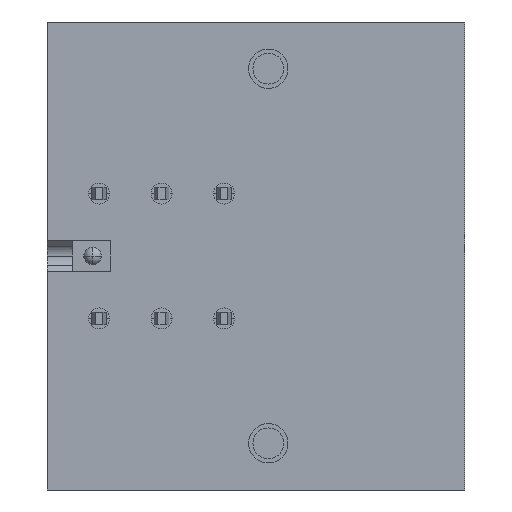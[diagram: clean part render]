
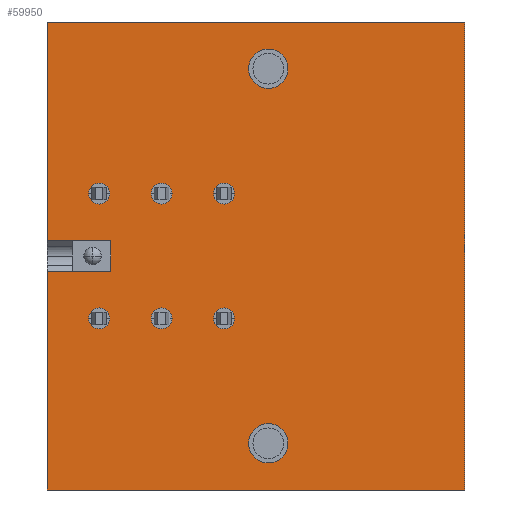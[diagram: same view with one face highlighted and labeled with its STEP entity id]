
A CAD part, front view. The second image highlights one B-rep face of the part: STEP entity #59950.
In plain terms, the highlighted face is planar.
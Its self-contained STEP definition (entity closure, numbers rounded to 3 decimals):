
#7130=CARTESIAN_POINT('',(1.27,-14.918,-6.2));
#7140=VERTEX_POINT('',#7130);
#7170=CARTESIAN_POINT('',(-2.23,-14.918,-6.2));
#7180=DIRECTION('',(1.,0.,0.));
#7190=VECTOR('',#7180,1.);
#7200=LINE('',#7170,#7190);
#7210=CARTESIAN_POINT('',(-32.73,-14.918,-6.2));
#7220=VERTEX_POINT('',#7210);
#7230=EDGE_CURVE('',#7220,#7140,#7200,.T.);
#14460=CARTESIAN_POINT('',(-27.53,2.872,
-6.2));
#14470=VERTEX_POINT('',#14460);
#14500=CARTESIAN_POINT('',(-27.53,-5.791,
-6.2));
#14510=DIRECTION('',(0.,-1.,0.));
#14520=VECTOR('',#14510,1.);
#14530=LINE('',#14500,#14520);
#14540=CARTESIAN_POINT('',(-27.53,5.372,
-6.2));
#14550=VERTEX_POINT('',#14540);
#14560=EDGE_CURVE('',#14550,#14470,#14530,.T.);
#47560=CARTESIAN_POINT('',(1.27,23.162,
-6.2));
#47570=VERTEX_POINT('',#47560);
#47620=CARTESIAN_POINT('',(1.27,-5.791,-6.2));
#47630=DIRECTION('',(0.,1.,0.));
#47640=VECTOR('',#47630,1.);
#47650=LINE('',#47620,#47640);
#47660=EDGE_CURVE('',#7140,#47570,#47650,.T.);
#56520=CARTESIAN_POINT('',(-32.73,23.162,
-6.2));
#56530=VERTEX_POINT('',#56520);
#56560=CARTESIAN_POINT('',(-2.23,23.162,
-6.2));
#56570=DIRECTION('',(1.,0.,0.));
#56580=VECTOR('',#56570,1.);
#56590=LINE('',#56560,#56580);
#56600=EDGE_CURVE('',#56530,#47570,#56590,.T.);
#56900=CARTESIAN_POINT('',(-2.215,5.372,-6.2));
#56910=DIRECTION('',(-1.,0.,0.));
#56920=VECTOR('',#56910,1.);
#56930=LINE('',#56900,#56920);
#56940=CARTESIAN_POINT('',(-32.73,5.372,-6.2));
#56950=VERTEX_POINT('',#56940);
#56960=EDGE_CURVE('',#14550,#56950,#56930,.T.);
#57230=CARTESIAN_POINT('',(-13.13,19.362,-6.2));
#57240=VERTEX_POINT('',#57230);
#57290=CARTESIAN_POINT('',(-14.73,19.362,-6.2));
#57300=DIRECTION('',(0.,0.,1.));
#57310=DIRECTION('',(-1.,0.,0.));
#57320=AXIS2_PLACEMENT_3D('',#57290,#57300,#57310);
#57330=CIRCLE('',#57320,1.6);
#57340=CARTESIAN_POINT('',(-16.33,19.362,-6.2));
#57350=VERTEX_POINT('',#57340);
#57360=EDGE_CURVE('',#57240,#57350,#57330,.T.);
#58530=CARTESIAN_POINT('',(-16.73,15.202,-6.2));
#58540=DIRECTION('',(0.,0.,-1.));
#58550=DIRECTION('',(1.,0.,0.));
#58560=AXIS2_PLACEMENT_3D('',#58530,#58540,#58550);
#58570=PLANE('',#58560);
#58580=CARTESIAN_POINT('',(-23.41,9.202,-6.2));
#58590=DIRECTION('',(0.,0.,1.));
#58600=DIRECTION('',(-1.,0.,0.));
#58610=AXIS2_PLACEMENT_3D('',#58580,#58590,#58600);
#58620=CIRCLE('',#58610,0.85);
#58630=CARTESIAN_POINT('',(-22.56,9.202,-6.2));
#58640=VERTEX_POINT('',#58630);
#58650=CARTESIAN_POINT('',(-24.26,9.202,-6.2));
#58660=VERTEX_POINT('',#58650);
#58670=EDGE_CURVE('',#58640,#58660,#58620,.T.);
#58680=ORIENTED_EDGE('',*,*,#58670,.T.);
#58690=EDGE_CURVE('',#58660,#58640,#58620,.T.);
#58700=ORIENTED_EDGE('',*,*,#58690,.T.);
#58710=EDGE_LOOP('',(#58700,#58680));
#58720=FACE_BOUND('',#58710,.T.);
#58730=ORIENTED_EDGE('',*,*,#57360,.T.);
#58740=EDGE_CURVE('',#57350,#57240,#57330,.T.);
#58750=ORIENTED_EDGE('',*,*,#58740,.T.);
#58760=EDGE_LOOP('',(#58750,#58730));
#58770=FACE_BOUND('',#58760,.T.);
#58780=CARTESIAN_POINT('',(-28.49,9.202,-6.2));
#58790=DIRECTION('',(0.,0.,1.));
#58800=DIRECTION('',(-1.,0.,0.));
#58810=AXIS2_PLACEMENT_3D('',#58780,#58790,#58800);
#58820=CIRCLE('',#58810,0.85);
#58830=CARTESIAN_POINT('',(-27.64,9.202,-6.2));
#58840=VERTEX_POINT('',#58830);
#58850=CARTESIAN_POINT('',(-29.34,9.202,-6.2));
#58860=VERTEX_POINT('',#58850);
#58870=EDGE_CURVE('',#58840,#58860,#58820,.T.);
#58880=ORIENTED_EDGE('',*,*,#58870,.T.);
#58890=EDGE_CURVE('',#58860,#58840,#58820,.T.);
#58900=ORIENTED_EDGE('',*,*,#58890,.T.);
#58910=EDGE_LOOP('',(#58900,#58880));
#58920=FACE_BOUND('',#58910,.T.);
#58930=CARTESIAN_POINT('',(-28.49,-0.958,-6.2));
#58940=DIRECTION('',(0.,0.,1.));
#58950=DIRECTION('',(-1.,0.,0.));
#58960=AXIS2_PLACEMENT_3D('',#58930,#58940,#58950);
#58970=CIRCLE('',#58960,0.85);
#58980=CARTESIAN_POINT('',(-27.64,-0.958,-6.2));
#58990=VERTEX_POINT('',#58980);
#59000=CARTESIAN_POINT('',(-29.34,-0.958,-6.2));
#59010=VERTEX_POINT('',#59000);
#59020=EDGE_CURVE('',#58990,#59010,#58970,.T.);
#59030=ORIENTED_EDGE('',*,*,#59020,.T.);
#59040=EDGE_CURVE('',#59010,#58990,#58970,.T.);
#59050=ORIENTED_EDGE('',*,*,#59040,.T.);
#59060=EDGE_LOOP('',(#59050,#59030));
#59070=FACE_BOUND('',#59060,.T.);
#59080=CARTESIAN_POINT('',(-14.73,-11.118,-6.2));
#59090=DIRECTION('',(0.,0.,1.));
#59100=DIRECTION('',(-1.,0.,0.));
#59110=AXIS2_PLACEMENT_3D('',#59080,#59090,#59100);
#59120=CIRCLE('',#59110,1.6);
#59130=CARTESIAN_POINT('',(-16.33,-11.118,-6.2));
#59140=VERTEX_POINT('',#59130);
#59150=CARTESIAN_POINT('',(-13.13,-11.118,-6.2));
#59160=VERTEX_POINT('',#59150);
#59170=EDGE_CURVE('',#59140,#59160,#59120,.T.);
#59180=ORIENTED_EDGE('',*,*,#59170,.T.);
#59190=EDGE_CURVE('',#59160,#59140,#59120,.T.);
#59200=ORIENTED_EDGE('',*,*,#59190,.T.);
#59210=EDGE_LOOP('',(#59200,#59180));
#59220=FACE_BOUND('',#59210,.T.);
#59230=CARTESIAN_POINT('',(-23.41,-0.958,-6.2));
#59240=DIRECTION('',(0.,0.,1.));
#59250=DIRECTION('',(-1.,0.,0.));
#59260=AXIS2_PLACEMENT_3D('',#59230,#59240,#59250);
#59270=CIRCLE('',#59260,0.85);
#59280=CARTESIAN_POINT('',(-22.56,-0.958,-6.2));
#59290=VERTEX_POINT('',#59280);
#59300=CARTESIAN_POINT('',(-24.26,-0.958,-6.2));
#59310=VERTEX_POINT('',#59300);
#59320=EDGE_CURVE('',#59290,#59310,#59270,.T.);
#59330=ORIENTED_EDGE('',*,*,#59320,.T.);
#59340=EDGE_CURVE('',#59310,#59290,#59270,.T.);
#59350=ORIENTED_EDGE('',*,*,#59340,.T.);
#59360=EDGE_LOOP('',(#59350,#59330));
#59370=FACE_BOUND('',#59360,.T.);
#59380=ORIENTED_EDGE('',*,*,#56600,.T.);
#59390=CARTESIAN_POINT('',(-32.73,-5.791,
-6.2));
#59400=DIRECTION('',(0.,-1.,0.));
#59410=VECTOR('',#59400,1.);
#59420=LINE('',#59390,#59410);
#59430=EDGE_CURVE('',#56530,#56950,#59420,.T.);
#59440=ORIENTED_EDGE('',*,*,#59430,.F.);
#59450=ORIENTED_EDGE('',*,*,#56960,.T.);
#59460=ORIENTED_EDGE('',*,*,#14560,.F.);
#59470=CARTESIAN_POINT('',(-2.215,2.872,-6.2));
#59480=DIRECTION('',(1.,0.,0.));
#59490=VECTOR('',#59480,1.);
#59500=LINE('',#59470,#59490);
#59510=CARTESIAN_POINT('',(-32.73,2.872,
-6.2));
#59520=VERTEX_POINT('',#59510);
#59530=EDGE_CURVE('',#59520,#14470,#59500,.T.);
#59540=ORIENTED_EDGE('',*,*,#59530,.T.);
#59550=CARTESIAN_POINT('',(-32.73,-5.791,-6.2));
#59560=DIRECTION('',(0.,1.,0.));
#59570=VECTOR('',#59560,1.);
#59580=LINE('',#59550,#59570);
#59590=EDGE_CURVE('',#7220,#59520,#59580,.T.);
#59600=ORIENTED_EDGE('',*,*,#59590,.T.);
#59610=ORIENTED_EDGE('',*,*,#7230,.F.);
#59620=ORIENTED_EDGE('',*,*,#47660,.F.);
#59630=EDGE_LOOP('',(#59620,#59610,#59600,#59540,#59460,#59450,#59440,
#59380));
#59640=FACE_OUTER_BOUND('',#59630,.T.);
#59650=CARTESIAN_POINT('',(-18.33,-0.958,-6.2));
#59660=DIRECTION('',(0.,0.,1.));
#59670=DIRECTION('',(-1.,0.,0.));
#59680=AXIS2_PLACEMENT_3D('',#59650,#59660,#59670);
#59690=CIRCLE('',#59680,0.85);
#59700=CARTESIAN_POINT('',(-17.48,-0.958,-6.2));
#59710=VERTEX_POINT('',#59700);
#59720=CARTESIAN_POINT('',(-19.18,-0.958,-6.2));
#59730=VERTEX_POINT('',#59720);
#59740=EDGE_CURVE('',#59710,#59730,#59690,.T.);
#59750=ORIENTED_EDGE('',*,*,#59740,.T.);
#59760=EDGE_CURVE('',#59730,#59710,#59690,.T.);
#59770=ORIENTED_EDGE('',*,*,#59760,.T.);
#59780=EDGE_LOOP('',(#59770,#59750));
#59790=FACE_BOUND('',#59780,.T.);
#59800=CARTESIAN_POINT('',(-18.33,9.202,-6.2));
#59810=DIRECTION('',(0.,0.,1.));
#59820=DIRECTION('',(-1.,0.,0.));
#59830=AXIS2_PLACEMENT_3D('',#59800,#59810,#59820);
#59840=CIRCLE('',#59830,0.85);
#59850=CARTESIAN_POINT('',(-17.48,9.202,-6.2));
#59860=VERTEX_POINT('',#59850);
#59870=CARTESIAN_POINT('',(-19.18,9.202,-6.2));
#59880=VERTEX_POINT('',#59870);
#59890=EDGE_CURVE('',#59860,#59880,#59840,.T.);
#59900=ORIENTED_EDGE('',*,*,#59890,.T.);
#59910=EDGE_CURVE('',#59880,#59860,#59840,.T.);
#59920=ORIENTED_EDGE('',*,*,#59910,.T.);
#59930=EDGE_LOOP('',(#59920,#59900));
#59940=FACE_BOUND('',#59930,.T.);
#59950=ADVANCED_FACE('',(#58720,#58770,#58920,#59070,#59220,#59370,
#59640,#59790,#59940),#58570,.T.);
